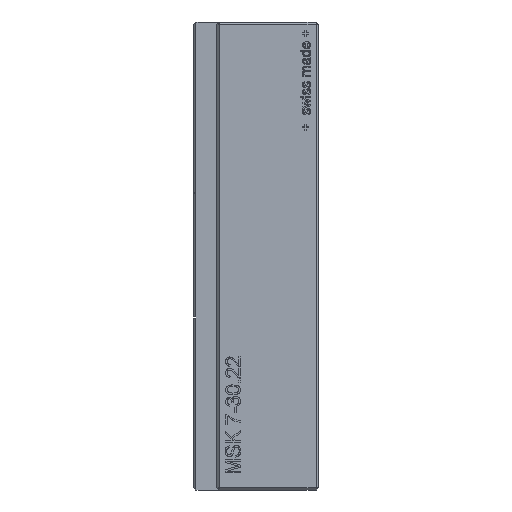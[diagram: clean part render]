
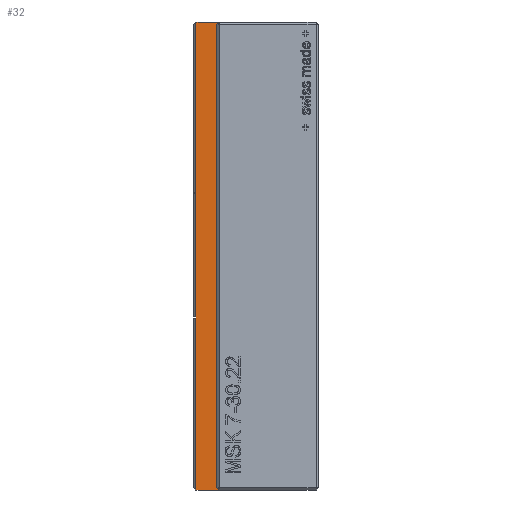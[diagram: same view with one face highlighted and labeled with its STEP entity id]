
A CAD part, left-side view. The second image highlights one B-rep face of the part: STEP entity #32.
In plain terms, the highlighted planar face has unit normal (-1, 0, 0).
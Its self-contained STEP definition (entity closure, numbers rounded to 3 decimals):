
#32 = ADVANCED_FACE('',(#33),#47,.F.);
#33 = FACE_BOUND('',#34,.F.);
#34 = EDGE_LOOP('',(#35,#70,#98,#126,#154,#182,#210,#238));
#35 = ORIENTED_EDGE('',*,*,#36,.F.);
#36 = EDGE_CURVE('',#37,#39,#41,.T.);
#37 = VERTEX_POINT('',#38);
#38 = CARTESIAN_POINT('',(-3.5,7.85,0.));
#39 = VERTEX_POINT('',#40);
#40 = CARTESIAN_POINT('',(-3.5,6.45,0.));
#41 = SURFACE_CURVE('',#42,(#46,#58),.PCURVE_S1.);
#42 = LINE('',#43,#44);
#43 = CARTESIAN_POINT('',(-3.5,8.,0.));
#44 = VECTOR('',#45,1.);
#45 = DIRECTION('',(0.,-1.,0.));
#46 = PCURVE('',#47,#52);
#47 = PLANE('',#48);
#48 = AXIS2_PLACEMENT_3D('',#49,#50,#51);
#49 = CARTESIAN_POINT('',(-3.5,8.,0.));
#50 = DIRECTION('',(1.,0.,0.));
#51 = DIRECTION('',(0.,-1.,0.));
#52 = DEFINITIONAL_REPRESENTATION('',(#53),#57);
#53 = LINE('',#54,#55);
#54 = CARTESIAN_POINT('',(0.,0.));
#55 = VECTOR('',#56,1.);
#56 = DIRECTION('',(1.,0.));
#57 = ( GEOMETRIC_REPRESENTATION_CONTEXT(2) 
PARAMETRIC_REPRESENTATION_CONTEXT() REPRESENTATION_CONTEXT('2D SPACE',''
  ) );
#58 = PCURVE('',#59,#64);
#59 = PLANE('',#60);
#60 = AXIS2_PLACEMENT_3D('',#61,#62,#63);
#61 = CARTESIAN_POINT('',(-3.5,5.25,0.));
#62 = DIRECTION('',(0.,0.,-1.));
#63 = DIRECTION('',(-1.,0.,0.));
#64 = DEFINITIONAL_REPRESENTATION('',(#65),#69);
#65 = LINE('',#66,#67);
#66 = CARTESIAN_POINT('',(0.,2.75));
#67 = VECTOR('',#68,1.);
#68 = DIRECTION('',(0.,-1.));
#69 = ( GEOMETRIC_REPRESENTATION_CONTEXT(2) 
PARAMETRIC_REPRESENTATION_CONTEXT() REPRESENTATION_CONTEXT('2D SPACE',''
  ) );
#70 = ORIENTED_EDGE('',*,*,#71,.T.);
#71 = EDGE_CURVE('',#37,#72,#74,.T.);
#72 = VERTEX_POINT('',#73);
#73 = CARTESIAN_POINT('',(-3.5,7.85,11.));
#74 = SURFACE_CURVE('',#75,(#79,#86),.PCURVE_S1.);
#75 = LINE('',#76,#77);
#76 = CARTESIAN_POINT('',(-3.5,7.85,0.));
#77 = VECTOR('',#78,1.);
#78 = DIRECTION('',(0.,0.,1.));
#79 = PCURVE('',#47,#80);
#80 = DEFINITIONAL_REPRESENTATION('',(#81),#85);
#81 = LINE('',#82,#83);
#82 = CARTESIAN_POINT('',(0.15,0.));
#83 = VECTOR('',#84,1.);
#84 = DIRECTION('',(0.,-1.));
#85 = ( GEOMETRIC_REPRESENTATION_CONTEXT(2) 
PARAMETRIC_REPRESENTATION_CONTEXT() REPRESENTATION_CONTEXT('2D SPACE',''
  ) );
#86 = PCURVE('',#87,#92);
#87 = PLANE('',#88);
#88 = AXIS2_PLACEMENT_3D('',#89,#90,#91);
#89 = CARTESIAN_POINT('',(-3.425,7.925,0.));
#90 = DIRECTION('',(0.707,-0.707,0.));
#91 = DIRECTION('',(0.,0.,-1.));
#92 = DEFINITIONAL_REPRESENTATION('',(#93),#97);
#93 = LINE('',#94,#95);
#94 = CARTESIAN_POINT('',(0.,-0.106));
#95 = VECTOR('',#96,1.);
#96 = DIRECTION('',(-1.,0.));
#97 = ( GEOMETRIC_REPRESENTATION_CONTEXT(2) 
PARAMETRIC_REPRESENTATION_CONTEXT() REPRESENTATION_CONTEXT('2D SPACE',''
  ) );
#98 = ORIENTED_EDGE('',*,*,#99,.T.);
#99 = EDGE_CURVE('',#72,#100,#102,.T.);
#100 = VERTEX_POINT('',#101);
#101 = CARTESIAN_POINT('',(-3.5,7.85,11.1));
#102 = SURFACE_CURVE('',#103,(#107,#114),.PCURVE_S1.);
#103 = LINE('',#104,#105);
#104 = CARTESIAN_POINT('',(-3.5,7.85,0.));
#105 = VECTOR('',#106,1.);
#106 = DIRECTION('',(0.,0.,1.));
#107 = PCURVE('',#47,#108);
#108 = DEFINITIONAL_REPRESENTATION('',(#109),#113);
#109 = LINE('',#110,#111);
#110 = CARTESIAN_POINT('',(0.15,0.));
#111 = VECTOR('',#112,1.);
#112 = DIRECTION('',(0.,-1.));
#113 = ( GEOMETRIC_REPRESENTATION_CONTEXT(2) 
PARAMETRIC_REPRESENTATION_CONTEXT() REPRESENTATION_CONTEXT('2D SPACE',''
  ) );
#114 = PCURVE('',#115,#120);
#115 = PLANE('',#116);
#116 = AXIS2_PLACEMENT_3D('',#117,#118,#119);
#117 = CARTESIAN_POINT('',(2.1,7.85,0.));
#118 = DIRECTION('',(0.,1.,0.));
#119 = DIRECTION('',(0.,0.,1.));
#120 = DEFINITIONAL_REPRESENTATION('',(#121),#125);
#121 = LINE('',#122,#123);
#122 = CARTESIAN_POINT('',(0.,-5.6));
#123 = VECTOR('',#124,1.);
#124 = DIRECTION('',(1.,0.));
#125 = ( GEOMETRIC_REPRESENTATION_CONTEXT(2) 
PARAMETRIC_REPRESENTATION_CONTEXT() REPRESENTATION_CONTEXT('2D SPACE',''
  ) );
#126 = ORIENTED_EDGE('',*,*,#127,.T.);
#127 = EDGE_CURVE('',#100,#128,#130,.T.);
#128 = VERTEX_POINT('',#129);
#129 = CARTESIAN_POINT('',(-3.5,7.85,19.));
#130 = SURFACE_CURVE('',#131,(#135,#142),.PCURVE_S1.);
#131 = LINE('',#132,#133);
#132 = CARTESIAN_POINT('',(-3.5,7.85,0.));
#133 = VECTOR('',#134,1.);
#134 = DIRECTION('',(0.,0.,1.));
#135 = PCURVE('',#47,#136);
#136 = DEFINITIONAL_REPRESENTATION('',(#137),#141);
#137 = LINE('',#138,#139);
#138 = CARTESIAN_POINT('',(0.15,0.));
#139 = VECTOR('',#140,1.);
#140 = DIRECTION('',(0.,-1.));
#141 = ( GEOMETRIC_REPRESENTATION_CONTEXT(2) 
PARAMETRIC_REPRESENTATION_CONTEXT() REPRESENTATION_CONTEXT('2D SPACE',''
  ) );
#142 = PCURVE('',#143,#148);
#143 = PLANE('',#144);
#144 = AXIS2_PLACEMENT_3D('',#145,#146,#147);
#145 = CARTESIAN_POINT('',(-3.425,7.925,0.));
#146 = DIRECTION('',(0.707,-0.707,0.));
#147 = DIRECTION('',(0.,0.,-1.));
#148 = DEFINITIONAL_REPRESENTATION('',(#149),#153);
#149 = LINE('',#150,#151);
#150 = CARTESIAN_POINT('',(0.,-0.106));
#151 = VECTOR('',#152,1.);
#152 = DIRECTION('',(-1.,0.));
#153 = ( GEOMETRIC_REPRESENTATION_CONTEXT(2) 
PARAMETRIC_REPRESENTATION_CONTEXT() REPRESENTATION_CONTEXT('2D SPACE',''
  ) );
#154 = ORIENTED_EDGE('',*,*,#155,.T.);
#155 = EDGE_CURVE('',#128,#156,#158,.T.);
#156 = VERTEX_POINT('',#157);
#157 = CARTESIAN_POINT('',(-3.5,7.85,19.1));
#158 = SURFACE_CURVE('',#159,(#163,#170),.PCURVE_S1.);
#159 = LINE('',#160,#161);
#160 = CARTESIAN_POINT('',(-3.5,7.85,0.));
#161 = VECTOR('',#162,1.);
#162 = DIRECTION('',(0.,0.,1.));
#163 = PCURVE('',#47,#164);
#164 = DEFINITIONAL_REPRESENTATION('',(#165),#169);
#165 = LINE('',#166,#167);
#166 = CARTESIAN_POINT('',(0.15,0.));
#167 = VECTOR('',#168,1.);
#168 = DIRECTION('',(0.,-1.));
#169 = ( GEOMETRIC_REPRESENTATION_CONTEXT(2) 
PARAMETRIC_REPRESENTATION_CONTEXT() REPRESENTATION_CONTEXT('2D SPACE',''
  ) );
#170 = PCURVE('',#171,#176);
#171 = PLANE('',#172);
#172 = AXIS2_PLACEMENT_3D('',#173,#174,#175);
#173 = CARTESIAN_POINT('',(-2.,7.85,19.1));
#174 = DIRECTION('',(0.,-1.,0.));
#175 = DIRECTION('',(0.,0.,-1.));
#176 = DEFINITIONAL_REPRESENTATION('',(#177),#181);
#177 = LINE('',#178,#179);
#178 = CARTESIAN_POINT('',(19.1,-1.5));
#179 = VECTOR('',#180,1.);
#180 = DIRECTION('',(-1.,0.));
#181 = ( GEOMETRIC_REPRESENTATION_CONTEXT(2) 
PARAMETRIC_REPRESENTATION_CONTEXT() REPRESENTATION_CONTEXT('2D SPACE',''
  ) );
#182 = ORIENTED_EDGE('',*,*,#183,.T.);
#183 = EDGE_CURVE('',#156,#184,#186,.T.);
#184 = VERTEX_POINT('',#185);
#185 = CARTESIAN_POINT('',(-3.5,7.85,30.));
#186 = SURFACE_CURVE('',#187,(#191,#198),.PCURVE_S1.);
#187 = LINE('',#188,#189);
#188 = CARTESIAN_POINT('',(-3.5,7.85,0.));
#189 = VECTOR('',#190,1.);
#190 = DIRECTION('',(0.,0.,1.));
#191 = PCURVE('',#47,#192);
#192 = DEFINITIONAL_REPRESENTATION('',(#193),#197);
#193 = LINE('',#194,#195);
#194 = CARTESIAN_POINT('',(0.15,0.));
#195 = VECTOR('',#196,1.);
#196 = DIRECTION('',(0.,-1.));
#197 = ( GEOMETRIC_REPRESENTATION_CONTEXT(2) 
PARAMETRIC_REPRESENTATION_CONTEXT() REPRESENTATION_CONTEXT('2D SPACE',''
  ) );
#198 = PCURVE('',#199,#204);
#199 = PLANE('',#200);
#200 = AXIS2_PLACEMENT_3D('',#201,#202,#203);
#201 = CARTESIAN_POINT('',(-3.425,7.925,0.));
#202 = DIRECTION('',(0.707,-0.707,0.));
#203 = DIRECTION('',(0.,0.,-1.));
#204 = DEFINITIONAL_REPRESENTATION('',(#205),#209);
#205 = LINE('',#206,#207);
#206 = CARTESIAN_POINT('',(0.,-0.106));
#207 = VECTOR('',#208,1.);
#208 = DIRECTION('',(-1.,0.));
#209 = ( GEOMETRIC_REPRESENTATION_CONTEXT(2) 
PARAMETRIC_REPRESENTATION_CONTEXT() REPRESENTATION_CONTEXT('2D SPACE',''
  ) );
#210 = ORIENTED_EDGE('',*,*,#211,.T.);
#211 = EDGE_CURVE('',#184,#212,#214,.T.);
#212 = VERTEX_POINT('',#213);
#213 = CARTESIAN_POINT('',(-3.5,6.45,30.));
#214 = SURFACE_CURVE('',#215,(#219,#226),.PCURVE_S1.);
#215 = LINE('',#216,#217);
#216 = CARTESIAN_POINT('',(-3.5,8.,30.));
#217 = VECTOR('',#218,1.);
#218 = DIRECTION('',(0.,-1.,0.));
#219 = PCURVE('',#47,#220);
#220 = DEFINITIONAL_REPRESENTATION('',(#221),#225);
#221 = LINE('',#222,#223);
#222 = CARTESIAN_POINT('',(0.,-30.));
#223 = VECTOR('',#224,1.);
#224 = DIRECTION('',(1.,0.));
#225 = ( GEOMETRIC_REPRESENTATION_CONTEXT(2) 
PARAMETRIC_REPRESENTATION_CONTEXT() REPRESENTATION_CONTEXT('2D SPACE',''
  ) );
#226 = PCURVE('',#227,#232);
#227 = PLANE('',#228);
#228 = AXIS2_PLACEMENT_3D('',#229,#230,#231);
#229 = CARTESIAN_POINT('',(-3.5,5.25,30.));
#230 = DIRECTION('',(0.,0.,-1.));
#231 = DIRECTION('',(-1.,0.,0.));
#232 = DEFINITIONAL_REPRESENTATION('',(#233),#237);
#233 = LINE('',#234,#235);
#234 = CARTESIAN_POINT('',(0.,2.75));
#235 = VECTOR('',#236,1.);
#236 = DIRECTION('',(0.,-1.));
#237 = ( GEOMETRIC_REPRESENTATION_CONTEXT(2) 
PARAMETRIC_REPRESENTATION_CONTEXT() REPRESENTATION_CONTEXT('2D SPACE',''
  ) );
#238 = ORIENTED_EDGE('',*,*,#239,.F.);
#239 = EDGE_CURVE('',#39,#212,#240,.T.);
#240 = SURFACE_CURVE('',#241,(#245,#252),.PCURVE_S1.);
#241 = LINE('',#242,#243);
#242 = CARTESIAN_POINT('',(-3.5,6.45,0.));
#243 = VECTOR('',#244,1.);
#244 = DIRECTION('',(0.,0.,1.));
#245 = PCURVE('',#47,#246);
#246 = DEFINITIONAL_REPRESENTATION('',(#247),#251);
#247 = LINE('',#248,#249);
#248 = CARTESIAN_POINT('',(1.55,0.));
#249 = VECTOR('',#250,1.);
#250 = DIRECTION('',(0.,-1.));
#251 = ( GEOMETRIC_REPRESENTATION_CONTEXT(2) 
PARAMETRIC_REPRESENTATION_CONTEXT() REPRESENTATION_CONTEXT('2D SPACE',''
  ) );
#252 = PCURVE('',#253,#258);
#253 = CYLINDRICAL_SURFACE('',#254,0.65);
#254 = AXIS2_PLACEMENT_3D('',#255,#256,#257);
#255 = CARTESIAN_POINT('',(-3.75,5.85,0.));
#256 = DIRECTION('',(0.,0.,-1.));
#257 = DIRECTION('',(1.,0.,0.));
#258 = DEFINITIONAL_REPRESENTATION('',(#259),#263);
#259 = LINE('',#260,#261);
#260 = CARTESIAN_POINT('',(-7.459,0.));
#261 = VECTOR('',#262,1.);
#262 = DIRECTION('',(0.,-1.));
#263 = ( GEOMETRIC_REPRESENTATION_CONTEXT(2) 
PARAMETRIC_REPRESENTATION_CONTEXT() REPRESENTATION_CONTEXT('2D SPACE',''
  ) );
